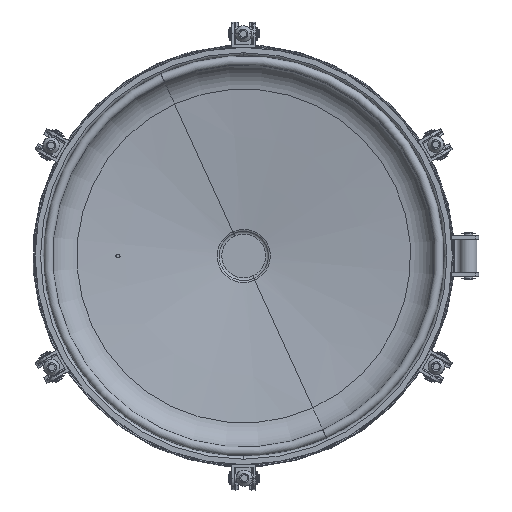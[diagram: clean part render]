
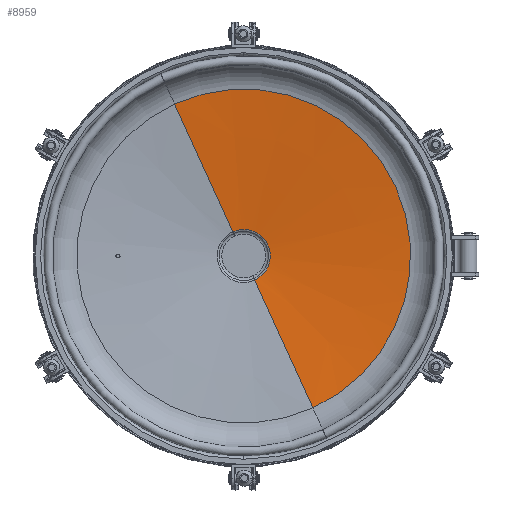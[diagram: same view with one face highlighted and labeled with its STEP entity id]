
A CAD part, front view. The second image highlights one B-rep face of the part: STEP entity #8959.
In plain terms, the highlighted conical face has half-angle 82.892 degrees and reference radius 39.486 mm.
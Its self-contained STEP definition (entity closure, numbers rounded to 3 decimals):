
#709 = EDGE_CURVE ( 'NONE', #1095, #720, #2718, .T. ) ;
#720 = VERTEX_POINT ( 'NONE', #2527 ) ;
#729 = VERTEX_POINT ( 'NONE', #2513 ) ;
#1095 = VERTEX_POINT ( 'NONE', #3502 ) ;
#1307 = VERTEX_POINT ( 'NONE', #10982 ) ;
#2513 = CARTESIAN_POINT ( 'NONE',  ( 0., 110., -248.039 ) ) ;
#2527 = CARTESIAN_POINT ( 'NONE',  ( 0., 110., 248.039 ) ) ;
#2712 = DIRECTION ( 'NONE',  ( 0., -0.124, 0.992 ) ) ;
#2713 = VECTOR ( 'NONE', #2712, 1000. ) ;
#2714 = CARTESIAN_POINT ( 'NONE',  ( 0., 136.006, 39.486 ) ) ;
#2718 = LINE ( 'NONE', #2714, #2713 ) ;
#3502 = CARTESIAN_POINT ( 'NONE',  ( 0., 136.006, 39.486 ) ) ;
#8924 = EDGE_CURVE ( 'NONE', #720, #729, #11199, .T. ) ;
#8940 = EDGE_CURVE ( 'NONE', #1307, #729, #11264, .T. ) ;
#8956 = ORIENTED_EDGE ( 'NONE', *, *, #8924, .F. ) ;
#8959 = ADVANCED_FACE ( 'NONE', ( #11300 ), #11295, .F. ) ;
#8960 = EDGE_LOOP ( 'NONE', ( #8961, #8962, #8968, #8956 ) ) ;
#8961 = ORIENTED_EDGE ( 'NONE', *, *, #709, .F. ) ;
#8962 = ORIENTED_EDGE ( 'NONE', *, *, #8978, .T. ) ;
#8968 = ORIENTED_EDGE ( 'NONE', *, *, #8940, .T. ) ;
#8978 = EDGE_CURVE ( 'NONE', #1095, #1307, #11339, .T. ) ;
#10982 = CARTESIAN_POINT ( 'NONE',  ( 0., 136.006, -39.486 ) ) ;
#11191 = DIRECTION ( 'NONE',  ( 0., 0., 1. ) ) ;
#11192 = DIRECTION ( 'NONE',  ( 0., 1., 0. ) ) ;
#11193 = CARTESIAN_POINT ( 'NONE',  ( 0., 110., 0. ) ) ;
#11194 = AXIS2_PLACEMENT_3D ( 'NONE', #11193, #11192, #11191 ) ;
#11199 = CIRCLE ( 'NONE', #11194, 248.039 ) ;
#11261 = DIRECTION ( 'NONE',  ( 0., -0.124, -0.992 ) ) ;
#11262 = VECTOR ( 'NONE', #11261, 1000. ) ;
#11263 = CARTESIAN_POINT ( 'NONE',  ( 0., 136.006, -39.486 ) ) ;
#11264 = LINE ( 'NONE', #11263, #11262 ) ;
#11291 = DIRECTION ( 'NONE',  ( 0., 0., -1. ) ) ;
#11292 = DIRECTION ( 'NONE',  ( 0., -1., 0. ) ) ;
#11293 = CARTESIAN_POINT ( 'NONE',  ( 0., 136.006, 0. ) ) ;
#11294 = AXIS2_PLACEMENT_3D ( 'NONE', #11293, #11292, #11291 ) ;
#11295 = CONICAL_SURFACE ( 'NONE', #11294, 39.486, 1.447 ) ;
#11300 = FACE_OUTER_BOUND ( 'NONE', #8960, .T. ) ;
#11335 = DIRECTION ( 'NONE',  ( 0., 0., 1. ) ) ;
#11336 = DIRECTION ( 'NONE',  ( 0., 1., 0. ) ) ;
#11337 = CARTESIAN_POINT ( 'NONE',  ( 0., 136.006, 0. ) ) ;
#11338 = AXIS2_PLACEMENT_3D ( 'NONE', #11337, #11336, #11335 ) ;
#11339 = CIRCLE ( 'NONE', #11338, 39.486 ) ;
